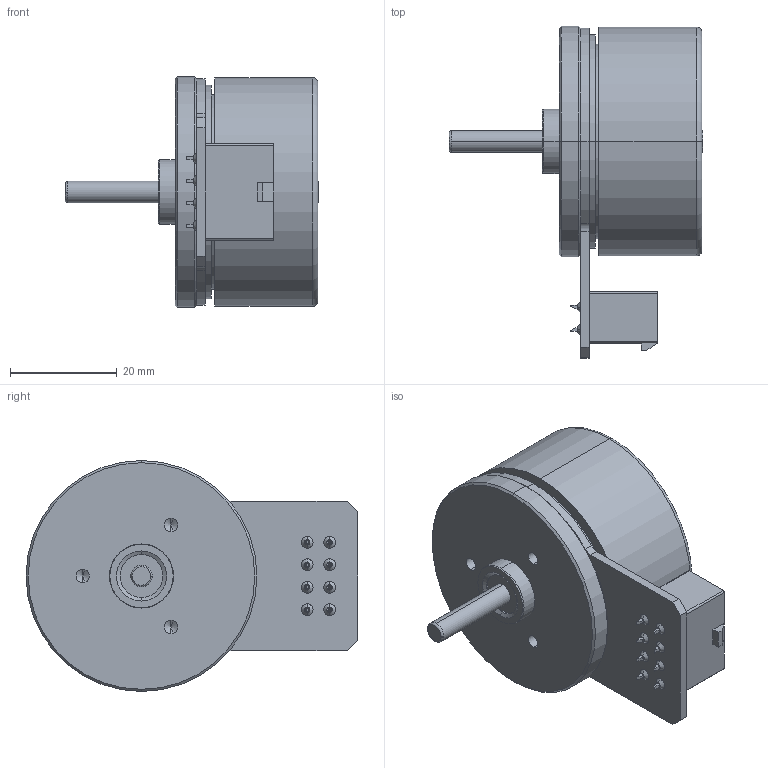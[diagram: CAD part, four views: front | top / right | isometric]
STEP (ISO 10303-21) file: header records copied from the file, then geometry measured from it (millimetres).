
FILE_DESCRIPTION (( 'STEP AP203' ), '1' );
FILE_NAME ('SE_01_1_6001.STEP', '2020-10-21T10:32:31', ( '' ), ( '' ), 'SwSTEP 2.0', 'SolidWorks 2017', '' );
FILE_SCHEMA (( 'CONFIG_CONTROL_DESIGN' ));
Length unit declared in the file: millimetre
Products named in the file (1): SE_01_1_6001
Bounding box: 47.5 x 62.1 x 43.2 mm (x, y, z)
Volume: 40668.9 mm3; surface area: 10893 mm2
Topology: 1 solids, 1 shells, 238 faces, 564 edges, 365 vertices
Faces by surface type: plane 169, cone 32, cylinder 31, bspline 4, torus 2
Entity records: 6910 total; most frequent: CARTESIAN_POINT 1286, DIRECTION 1131, ORIENTED_EDGE 1116, EDGE_CURVE 558, LINE 439, VECTOR 439, VERTEX_POINT 365, AXIS2_PLACEMENT_3D 346
